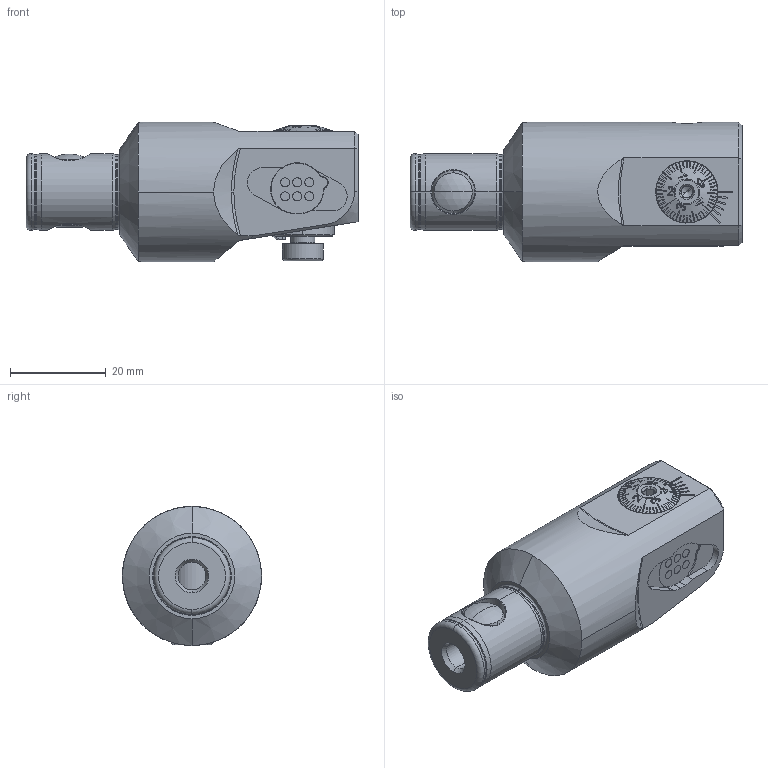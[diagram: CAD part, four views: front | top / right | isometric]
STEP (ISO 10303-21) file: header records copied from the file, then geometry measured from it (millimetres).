
FILE_DESCRIPTION (( 'STEP AP214' ), '1' );
FILE_NAME ('MD2.F25.DA4.050.STEP', '2023-01-17T08:57:04', ( '' ), ( '' ), 'SwSTEP 2.0', 'SolidWorks 2017', '' );
FILE_SCHEMA (( 'AUTOMOTIVE_DESIGN' ));
Length unit declared in the file: millimetre
Products named in the file (21): PEE-DA3.011.026_A; MD2-ER1.009.014_A; MD2.F25.DA4.050; Fxx-MAB.xxx.xxx_A_F25-DA3; MD2-F25.DA3.050_B_Aktuell 06.2014-180ø-M1x2 Abstand+0.7 versetzt 0.62 ; F25-BG1.009.006_A; MD2-BG1.009.015; MD2-ER2.009.011_A; F25-BG1.DA4.013_Standardt; DIN 7984 - M5 x 8; Klebstoff D5; MD2-ER3.005.003_B; DIN 3771 - 11x1; F25-BG2.008.009_A; F25-BG2.013.004_A; ISO 4026 - M5 x 6_PreviewCfg; F25-BG3.005.018_B; T7 M2.5 x 6_PreviewCfg; F25-BG2.010.011_A; F25-BG1.DA3.013_A_Aktuell 06.2014-M1x2; F25-BG2.013.003_A
Assembly tree (20 placements, depth 3):
  MD2.F25.DA4.050
    MD2-F25.DA3.050_B_Aktuell 06.2014-180ø-M1x2 Abstand+0.7 versetzt 0.62 
    F25-BG1.DA4.013_Standardt
      F25-BG1.DA3.013_A_Aktuell 06.2014-M1x2
      F25-BG2.010.011_A
      F25-BG2.013.003_A
      F25-BG2.013.004_A
      DIN 3771 - 11x1
      F25-BG2.008.009_A
      F25-BG1.009.006_A
      Fxx-MAB.xxx.xxx_A_F25-DA3
    T7 M2.5 x 6_PreviewCfg
    ISO 4026 - M5 x 6_PreviewCfg
    Klebstoff D5
    F25-BG3.005.018_B
    DIN 7984 - M5 x 8
    PEE-DA3.011.026_A
    MD2-BG1.009.015
      MD2-ER2.009.011_A
      MD2-ER1.009.014_A
    MD2-ER3.005.003_B
Bounding box: 69.23 x 29 x 29 mm (x, y, z)
Volume: 30106.4 mm3; surface area: 13851.5 mm2
Topology: 18 solids, 18 shells, 904 faces, 2294 edges, 1439 vertices
Faces by surface type: plane 427, cone 199, cylinder 169, torus 68, bspline 39, sphere 2
Entity records: 38848 total; most frequent: CARTESIAN_POINT 12775, ORIENTED_EDGE 4552, DIRECTION 4157, EDGE_CURVE 2276, AXIS2_PLACEMENT_3D 1565, VERTEX_POINT 1439, VECTOR 1027, LINE 1027
